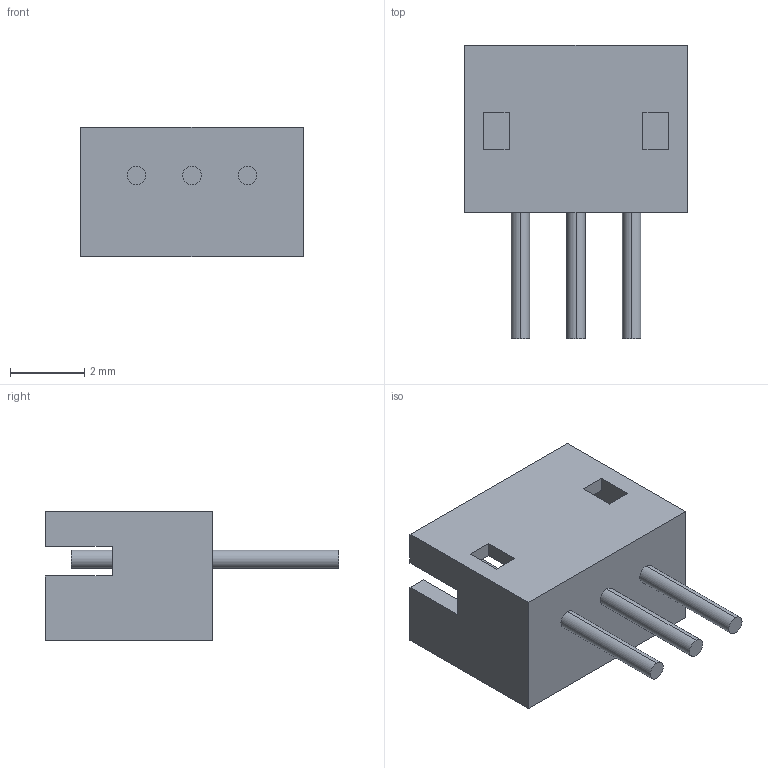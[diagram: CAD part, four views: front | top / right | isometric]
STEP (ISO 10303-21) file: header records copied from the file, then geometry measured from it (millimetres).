
FILE_DESCRIPTION (( 'STEP AP214' ), '1' );
FILE_NAME ('B3B-ZR-3.4.STEP', '2010-06-16T04:57:35', ( ' ' ), ( ' ' ), 'SwSTEP 2.0', 'SolidWorks 2005235', '' );
FILE_SCHEMA (( 'AUTOMOTIVE_DESIGN' ));
Length unit declared in the file: millimetre
Products named in the file (1): B3B-ZR-3.4
Bounding box: 6 x 7.9 x 3.5 mm (x, y, z)
Volume: 52.3 mm3; surface area: 203.2 mm2
Topology: 1 solids, 1 shells, 44 faces, 114 edges, 76 vertices
Faces by surface type: plane 32, cylinder 12
Entity records: 1857 total; most frequent: CARTESIAN_POINT 235, ORIENTED_EDGE 228, DIRECTION 228, EDGE_CURVE 114, VECTOR 90, LINE 90, VERTEX_POINT 76, AXIS2_PLACEMENT_3D 69
